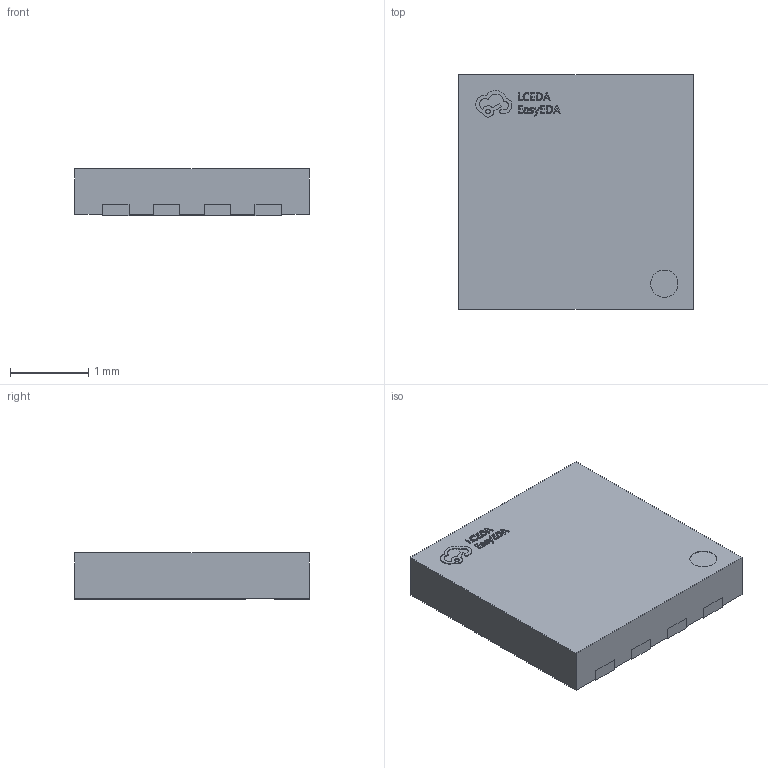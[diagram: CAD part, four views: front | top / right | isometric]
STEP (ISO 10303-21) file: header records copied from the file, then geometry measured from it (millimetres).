
FILE_DESCRIPTION (( 'STEP AP214' ), '1' );
FILE_NAME ('U-DFN3030-8_L3.0-W3.0-P0.65-BR.step', '2022-06-30T13:58:35', ( '' ), ( '' ), 'SwSTEP 2.0', 'SolidWorks 2020', '' );
FILE_SCHEMA (( 'AUTOMOTIVE_DESIGN' ));
Length unit declared in the file: millimetre
Products named in the file (1): U-DFN3030-8_L3.0-W3.0-P0.65-BR
Bounding box: 3 x 3 x 0.61 mm (x, y, z)
Volume: 5.3 mm3; surface area: 39.7 mm2
Topology: 6 solids, 6 shells, 368 faces, 987 edges, 658 vertices
Faces by surface type: plane 252, bspline 112, cylinder 4
Entity records: 16368 total; most frequent: CARTESIAN_POINT 4118, ORIENTED_EDGE 1974, DIRECTION 1281, EDGE_CURVE 987, LINE 751, VECTOR 751, VERTEX_POINT 658, EDGE_LOOP 395
